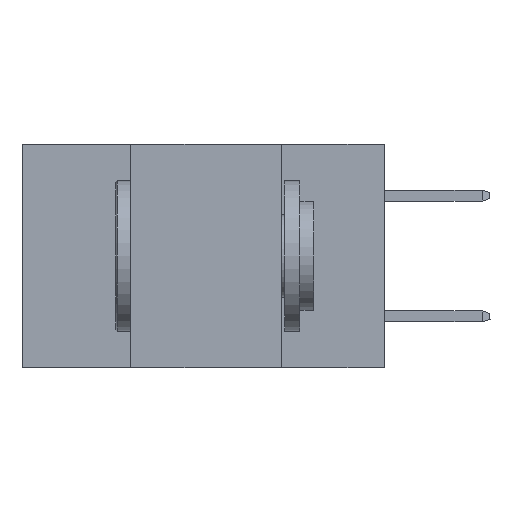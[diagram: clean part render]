
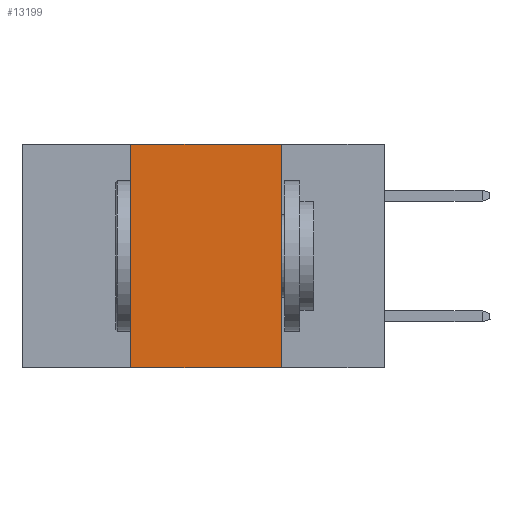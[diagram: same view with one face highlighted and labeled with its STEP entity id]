
A CAD part, left-side view. The second image highlights one B-rep face of the part: STEP entity #13199.
In plain terms, the highlighted planar face has unit normal (-1, 0, 0).
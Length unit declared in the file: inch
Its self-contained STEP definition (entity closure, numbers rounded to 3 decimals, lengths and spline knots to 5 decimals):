
#457 = CARTESIAN_POINT ( 'NONE',  ( 0., 0.17, 0. ) ) ;
#1926 = EDGE_CURVE ( 'NONE', #6883, #9583, #3398, .T. ) ;
#2061 = ORIENTED_EDGE ( 'NONE', *, *, #5257, .F. ) ;
#2993 = VECTOR ( 'NONE', #15595, 39.37008 ) ;
#3194 = DIRECTION ( 'NONE',  ( 0., 0., -1. ) ) ;
#3238 = CARTESIAN_POINT ( 'NONE',  ( 0., 0.17, -0.37 ) ) ;
#3398 = LINE ( 'NONE', #7981, #2993 ) ;
#3536 = LINE ( 'NONE', #12523, #6188 ) ;
#3639 = EDGE_LOOP ( 'NONE', ( #12904, #7724, #2061, #15509 ) ) ;
#4798 = EDGE_CURVE ( 'NONE', #10736, #16443, #3536, .T. ) ;
#5147 = LINE ( 'NONE', #3238, #11930 ) ;
#5257 = EDGE_CURVE ( 'NONE', #10736, #6883, #6173, .T. ) ;
#5992 = EDGE_CURVE ( 'NONE', #9583, #16443, #5147, .T. ) ;
#6173 = LINE ( 'NONE', #8999, #15898 ) ;
#6188 = VECTOR ( 'NONE', #12557, 39.37008 ) ;
#6883 = VERTEX_POINT ( 'NONE', #13745 ) ;
#7035 = CARTESIAN_POINT ( 'NONE',  ( 0., 0.6, 0. ) ) ;
#7724 = ORIENTED_EDGE ( 'NONE', *, *, #1926, .F. ) ;
#7981 = CARTESIAN_POINT ( 'NONE',  ( 0., 0.6, 0. ) ) ;
#8320 = DIRECTION ( 'NONE',  ( 0., 0., -1. ) ) ;
#8999 = CARTESIAN_POINT ( 'NONE',  ( 0., 0.42, -0.37 ) ) ;
#9022 = DIRECTION ( 'NONE',  ( 0., 0., 1. ) ) ;
#9531 = AXIS2_PLACEMENT_3D ( 'NONE', #7035, #15893, #8320 ) ;
#9583 = VERTEX_POINT ( 'NONE', #457 ) ;
#10736 = VERTEX_POINT ( 'NONE', #14861 ) ;
#11930 = VECTOR ( 'NONE', #3194, 39.37008 ) ;
#12523 = CARTESIAN_POINT ( 'NONE',  ( 0., 0.6, -0.37 ) ) ;
#12557 = DIRECTION ( 'NONE',  ( 0., -1., 0. ) ) ;
#12904 = ORIENTED_EDGE ( 'NONE', *, *, #5992, .F. ) ;
#13199 = ADVANCED_FACE ( 'NONE', ( #16167 ), #14668, .F. ) ;
#13745 = CARTESIAN_POINT ( 'NONE',  ( 0., 0.42, 0. ) ) ;
#14668 = PLANE ( 'NONE',  #9531 ) ;
#14861 = CARTESIAN_POINT ( 'NONE',  ( 0., 0.42, -0.37 ) ) ;
#15509 = ORIENTED_EDGE ( 'NONE', *, *, #4798, .T. ) ;
#15595 = DIRECTION ( 'NONE',  ( 0., -1., 0. ) ) ;
#15646 = CARTESIAN_POINT ( 'NONE',  ( 0., 0.17, -0.37 ) ) ;
#15893 = DIRECTION ( 'NONE',  ( 1., 0., 0. ) ) ;
#15898 = VECTOR ( 'NONE', #9022, 39.37008 ) ;
#16167 = FACE_OUTER_BOUND ( 'NONE', #3639, .T. ) ;
#16443 = VERTEX_POINT ( 'NONE', #15646 ) ;
